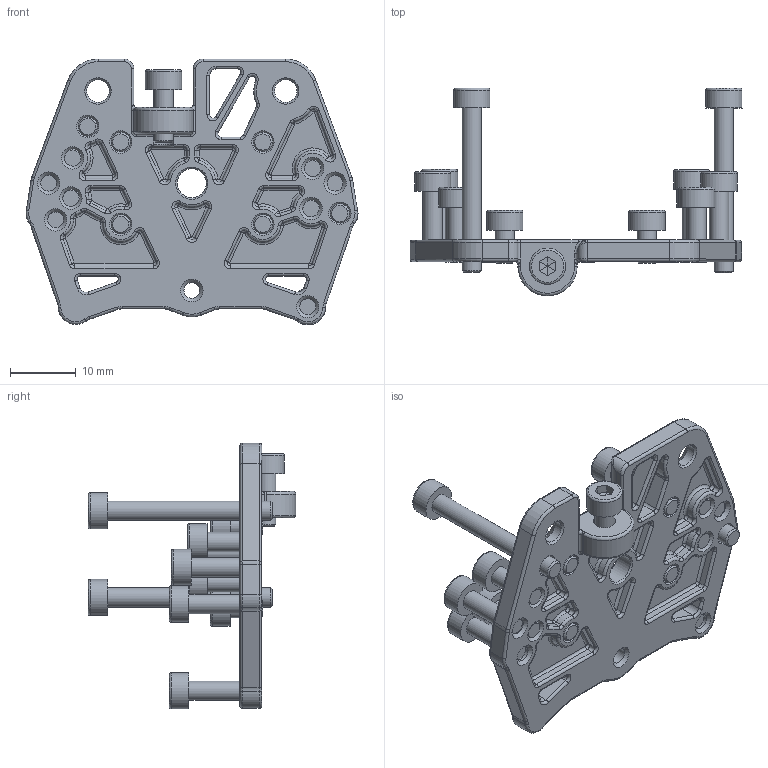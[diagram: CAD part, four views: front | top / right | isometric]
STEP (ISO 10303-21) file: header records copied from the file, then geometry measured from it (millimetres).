
FILE_DESCRIPTION(/* description */ (''),/* implementation_level */ '2;1');
FILE_NAME(/* name */ 'Takeoff v2.1 Top Plate B.step',/* time_stamp */ '2024-09-03T18:55:51-04:00',/* author */ (''),/* organization */ (''),/* preprocessor_version */ 'ST-DEVELOPER v20',/* originating_system */ 'Autodesk Translation Framework v13.14.0.145',/* authorisation */ '');
FILE_SCHEMA (('AUTOMOTIVE_DESIGN { 1 0 10303 214 3 1 1 }'));
Length unit declared in the file: millimetre
Products named in the file (10): Takeoff v2 Top Plate B; Peopoly Lancer; Peopoly Lancer Mirrored; DFA/OA; Hexagon Socket Head Cap Screw ISO 4762 - M3 x 25 Steel 4.6 Plain v1; Sherpa Mini; Hexagon Socket Head Cap Screw ISO 4762 - M3 x 10 Steel 4.6 Plain v1; Hexagon Socket Head Cap Screw ISO 4762 - M3 x 8 Steel 4.6 Plain v1; A3DP FXD; Hexagon Socket Head Cap Screw ISO 4762 - M3 x 5 Steel 4.6 Plain v1
Assembly tree (20 placements, depth 3):
  Takeoff v2 Top Plate B
    Peopoly Lancer
      Hexagon Socket Head Cap Screw ISO 4762 - M3 x 8 Steel 4.6 Plain v1  x2
    Peopoly Lancer Mirrored
      Hexagon Socket Head Cap Screw ISO 4762 - M3 x 8 Steel 4.6 Plain v1  x2
    DFA/OA
      Hexagon Socket Head Cap Screw ISO 4762 - M3 x 25 Steel 4.6 Plain v1  x2
      Hexagon Socket Head Cap Screw ISO 4762 - M3 x 10 Steel 4.6 Plain v1  x2
    Sherpa Mini
      Hexagon Socket Head Cap Screw ISO 4762 - M3 x 10 Steel 4.6 Plain v1  x2
      Hexagon Socket Head Cap Screw ISO 4762 - M3 x 8 Steel 4.6 Plain v1
    A3DP FXD
      Hexagon Socket Head Cap Screw ISO 4762 - M3 x 5 Steel 4.6 Plain v1  x4
Bounding box: 50.42 x 31.56 x 40.38 mm (x, y, z)
Volume: 6274.5 mm3; surface area: 7496 mm2
Topology: 16 solids, 16 shells, 866 faces, 1848 edges, 1046 vertices
Faces by surface type: plane 300, cylinder 282, torus 171, bspline 59, cone 53, sphere 1
Full cylindrical faces by diameter (mm): 2.4 x16, 2.927 x15, 3.4 x2, 4.4 x1, 5.5 x15
Entity records: 19436 total; most frequent: CARTESIAN_POINT 4074, DIRECTION 3563, ORIENTED_EDGE 2938, AXIS2_PLACEMENT_3D 1487, EDGE_CURVE 1469, CIRCLE 842, VERTEX_POINT 837, EDGE_LOOP 718
